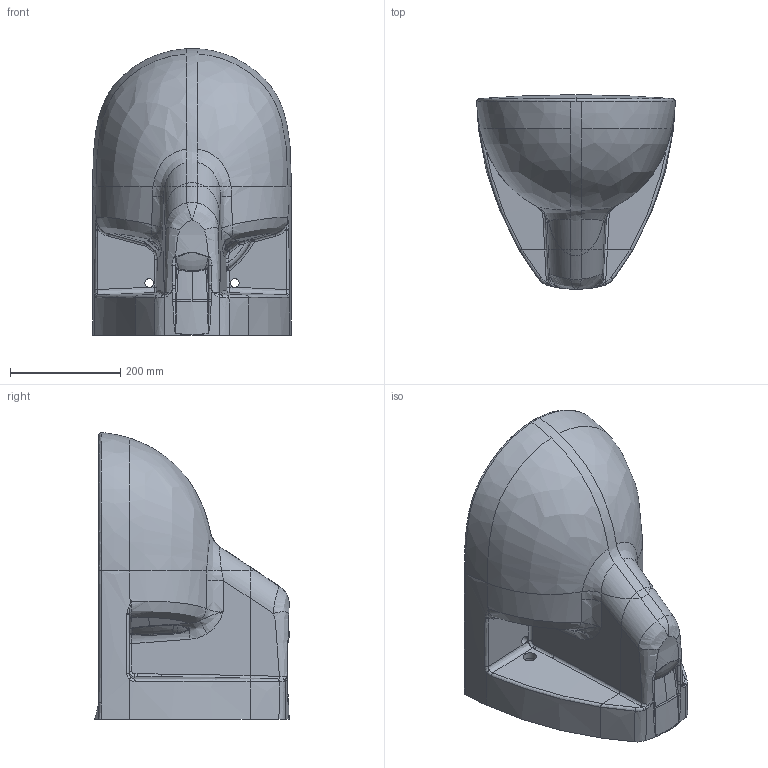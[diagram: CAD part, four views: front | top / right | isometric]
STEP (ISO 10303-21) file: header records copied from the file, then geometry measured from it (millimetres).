
FILE_DESCRIPTION(/* description */ (''),/* implementation_level */ '2;1');
FILE_NAME(/* name */ '5660_WWC_D.Shape Twistflush.stp',/* time_stamp */ '2024-08-06T06:54:52+02:00',/* author */ (''),/* organization */ (''),/* preprocessor_version */ 'ST-DEVELOPER v18.1',/* originating_system */ 'SIEMENS PLM Software NX 1973',/* authorisation */ '');
FILE_SCHEMA (('AUTOMOTIVE_DESIGN { 1 0 10303 214 3 1 1 1 }'));
Products named in the file (1): rupp7BB04182s2t2
Bounding box: 359.88 x 352.6 x 519.7 mm (x, y, z)
Volume: 18991246.8 mm3; surface area: 863725.3 mm2
Topology: 1 solids, 1 shells, 273 faces, 694 edges, 403 vertices
Faces by surface type: bspline 216, cylinder 23, plane 19, sphere 11, extrusion 3, cone 1
Full cylindrical faces by diameter (mm): 16 x2, 24 x2
Entity records: 40142 total; most frequent: CARTESIAN_POINT 35437, ORIENTED_EDGE 1336, EDGE_CURVE 668, B_SPLINE_CURVE_WITH_KNOTS 506, DIRECTION 410, VERTEX_POINT 401, EDGE_LOOP 285, ADVANCED_FACE 273
